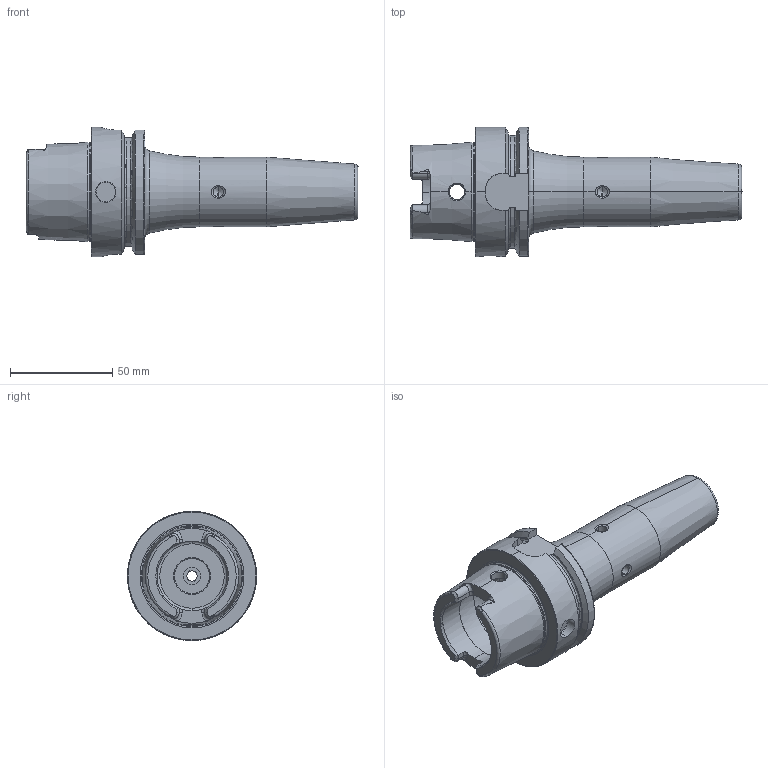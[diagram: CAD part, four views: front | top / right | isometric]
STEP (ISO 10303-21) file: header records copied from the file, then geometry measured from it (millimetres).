
FILE_DESCRIPTION (( 'STEP AP203' ), '1' );
FILE_NAME ('HA6-S14.K21.130.STEP', '2014-07-10T11:21:46', ( 'SwiAdmin' ), ( '' ), 'SwSTEP 2.0', 'SolidWorks 2012', '' );
FILE_SCHEMA (( 'CONFIG_CONTROL_DESIGN' ));
Length unit declared in the file: millimetre
Products named in the file (4): HA6-S14.K21.130; ERU-AN4.K01.020_A; ERU-CJ2.001.006; HA6-S14.K21.130_C_Fertigbearbeitung
Assembly tree (4 placements, depth 2):
  HA6-S14.K21.130
    HA6-S14.K21.130_C_Fertigbearbeitung
    ERU-CJ2.001.006  x2
    ERU-AN4.K01.020_A
Bounding box: 161.98 x 63 x 63 mm (x, y, z)
Volume: 159504.1 mm3; surface area: 38785.6 mm2
Topology: 4 solids, 4 shells, 312 faces, 799 edges, 487 vertices
Faces by surface type: plane 102, cylinder 85, cone 72, torus 41, bspline 12
Entity records: 11299 total; most frequent: CARTESIAN_POINT 3934, ORIENTED_EDGE 1506, DIRECTION 1390, EDGE_CURVE 753, AXIS2_PLACEMENT_3D 544, VERTEX_POINT 467, EDGE_LOOP 314, LINE 302
